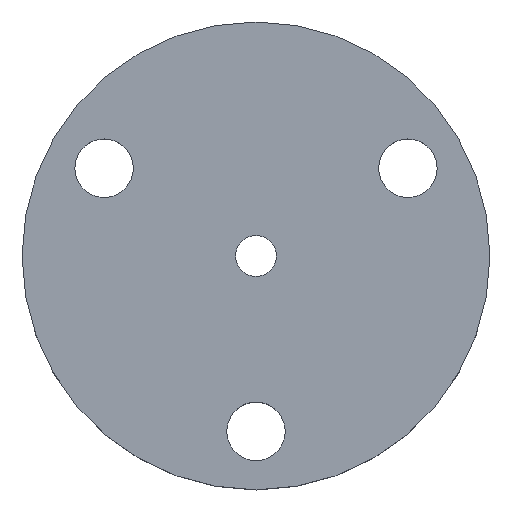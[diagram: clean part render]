
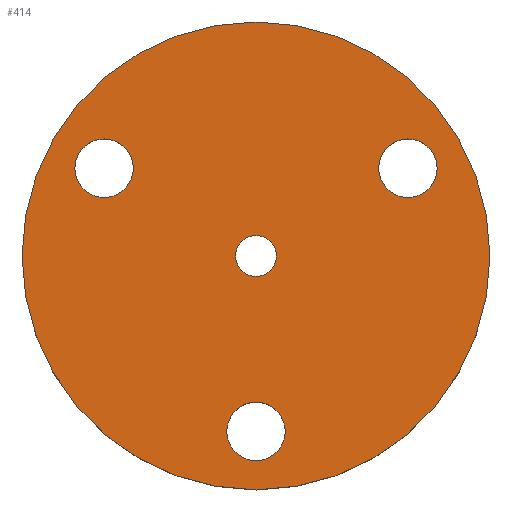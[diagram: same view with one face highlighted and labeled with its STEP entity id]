
A CAD part, top view. The second image highlights one B-rep face of the part: STEP entity #414.
In plain terms, the highlighted planar face has unit normal (0, 0, 1).
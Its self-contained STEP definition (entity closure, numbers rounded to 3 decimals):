
#21=FACE_BOUND('',#82,.T.);
#22=FACE_BOUND('',#83,.T.);
#23=FACE_BOUND('',#84,.T.);
#24=FACE_BOUND('',#85,.T.);
#29=PLANE('',#488);
#52=FACE_OUTER_BOUND('',#81,.T.);
#81=EDGE_LOOP('',(#363));
#82=EDGE_LOOP('',(#364));
#83=EDGE_LOOP('',(#365));
#84=EDGE_LOOP('',(#366));
#85=EDGE_LOOP('',(#367));
#130=CIRCLE('',#434,1.4);
#160=CIRCLE('',#479,2.);
#161=CIRCLE('',#481,2.);
#162=CIRCLE('',#483,2.);
#164=CIRCLE('',#487,16.);
#168=VERTEX_POINT('',#643);
#198=VERTEX_POINT('',#731);
#199=VERTEX_POINT('',#735);
#200=VERTEX_POINT('',#739);
#202=VERTEX_POINT('',#747);
#207=EDGE_CURVE('',#168,#168,#130,.T.);
#249=EDGE_CURVE('',#198,#198,#160,.T.);
#251=EDGE_CURVE('',#199,#199,#161,.T.);
#253=EDGE_CURVE('',#200,#200,#162,.T.);
#257=EDGE_CURVE('',#202,#202,#164,.T.);
#363=ORIENTED_EDGE('',*,*,#257,.T.);
#364=ORIENTED_EDGE('',*,*,#207,.T.);
#365=ORIENTED_EDGE('',*,*,#249,.T.);
#366=ORIENTED_EDGE('',*,*,#251,.T.);
#367=ORIENTED_EDGE('',*,*,#253,.T.);
#414=ADVANCED_FACE('',(#52,#21,#22,#23,#24),#29,.T.);
#434=AXIS2_PLACEMENT_3D('',#645,#501,#502);
#479=AXIS2_PLACEMENT_3D('',#732,#603,#604);
#481=AXIS2_PLACEMENT_3D('',#736,#608,#609);
#483=AXIS2_PLACEMENT_3D('',#740,#613,#614);
#487=AXIS2_PLACEMENT_3D('',#748,#623,#624);
#488=AXIS2_PLACEMENT_3D('',#750,#626,#627);
#501=DIRECTION('center_axis',(0.,0.,-1.));
#502=DIRECTION('ref_axis',(1.,0.,0.));
#603=DIRECTION('center_axis',(0.,0.,-1.));
#604=DIRECTION('ref_axis',(-1.,0.,0.));
#608=DIRECTION('center_axis',(0.,0.,-1.));
#609=DIRECTION('ref_axis',(-1.,0.,0.));
#613=DIRECTION('center_axis',(0.,0.,-1.));
#614=DIRECTION('ref_axis',(-1.,0.,0.));
#623=DIRECTION('center_axis',(0.,0.,1.));
#624=DIRECTION('ref_axis',(-1.,0.,0.));
#626=DIRECTION('center_axis',(0.,0.,1.));
#627=DIRECTION('ref_axis',(-1.,0.,0.));
#643=CARTESIAN_POINT('',(-1.4,0.,3.8));
#645=CARTESIAN_POINT('Origin',(0.,0.,3.8));
#731=CARTESIAN_POINT('',(12.392,6.,3.8));
#732=CARTESIAN_POINT('Origin',(10.392,6.,3.8));
#735=CARTESIAN_POINT('',(-8.392,6.,3.8));
#736=CARTESIAN_POINT('Origin',(-10.392,6.,3.8));
#739=CARTESIAN_POINT('',(2.,-12.,3.8));
#740=CARTESIAN_POINT('Origin',(0.,-12.,3.8));
#747=CARTESIAN_POINT('',(16.,0.,3.8));
#748=CARTESIAN_POINT('Origin',(0.,0.,3.8));
#750=CARTESIAN_POINT('Origin',(0.,0.,3.8));
